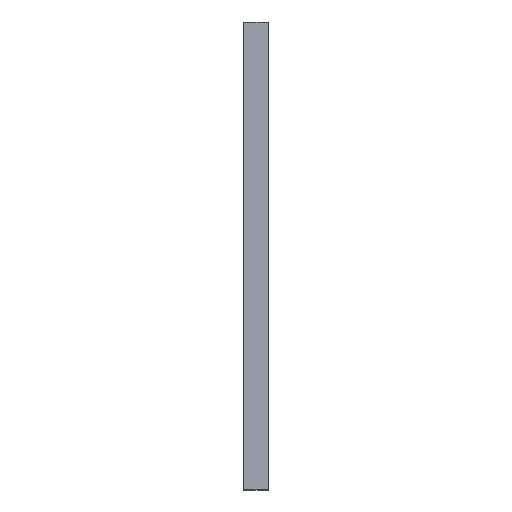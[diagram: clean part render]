
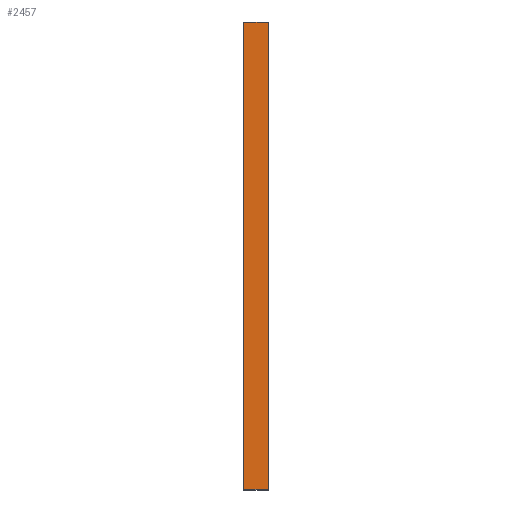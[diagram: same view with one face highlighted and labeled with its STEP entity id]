
A CAD part, top view. The second image highlights one B-rep face of the part: STEP entity #2457.
In plain terms, the highlighted planar face has unit normal (0, 0, 1).
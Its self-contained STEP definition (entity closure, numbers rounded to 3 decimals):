
#132 = EDGE_CURVE ( 'NONE', #685, #1043, #180, .T. ) ;
#180 = LINE ( 'NONE', #912, #1451 ) ;
#184 = ORIENTED_EDGE ( 'NONE', *, *, #132, .T. ) ;
#217 = CARTESIAN_POINT ( 'NONE',  ( -21.5, 48., 2.5 ) ) ;
#301 = ORIENTED_EDGE ( 'NONE', *, *, #1835, .T. ) ;
#325 = DIRECTION ( 'NONE',  ( 0., -1., 0. ) ) ;
#368 = EDGE_CURVE ( 'NONE', #2557, #685, #1901, .T. ) ;
#443 = DIRECTION ( 'NONE',  ( 1., 0., 0. ) ) ;
#535 = VECTOR ( 'NONE', #2194, 1000. ) ;
#566 = LINE ( 'NONE', #1504, #535 ) ;
#685 = VERTEX_POINT ( 'NONE', #1994 ) ;
#764 = CARTESIAN_POINT ( 'NONE',  ( -21.5, 0., 2.5 ) ) ;
#882 = LINE ( 'NONE', #1756, #2618 ) ;
#912 = CARTESIAN_POINT ( 'NONE',  ( 24., 0., 2.5 ) ) ;
#984 = AXIS2_PLACEMENT_3D ( 'NONE', #1385, #1371, #1179 ) ;
#1043 = VERTEX_POINT ( 'NONE', #764 ) ;
#1081 = DIRECTION ( 'NONE',  ( 1., 0., 0. ) ) ;
#1179 = DIRECTION ( 'NONE',  ( -1., 0., 0. ) ) ;
#1262 = EDGE_CURVE ( 'NONE', #2557, #2120, #882, .T. ) ;
#1371 = DIRECTION ( 'NONE',  ( 0., 0., -1. ) ) ;
#1385 = CARTESIAN_POINT ( 'NONE',  ( 24., 48., 2.5 ) ) ;
#1394 = ORIENTED_EDGE ( 'NONE', *, *, #1262, .F. ) ;
#1443 = CARTESIAN_POINT ( 'NONE',  ( -24., 48., 2.5 ) ) ;
#1451 = VECTOR ( 'NONE', #443, 1000. ) ;
#1504 = CARTESIAN_POINT ( 'NONE',  ( -21.5, 0., 2.5 ) ) ;
#1609 = EDGE_LOOP ( 'NONE', ( #184, #301, #1394, #1908 ) ) ;
#1624 = PLANE ( 'NONE',  #984 ) ;
#1756 = CARTESIAN_POINT ( 'NONE',  ( 24., 48., 2.5 ) ) ;
#1835 = EDGE_CURVE ( 'NONE', #1043, #2120, #566, .T. ) ;
#1878 = CARTESIAN_POINT ( 'NONE',  ( -24., 48., 2.5 ) ) ;
#1901 = LINE ( 'NONE', #1878, #2284 ) ;
#1908 = ORIENTED_EDGE ( 'NONE', *, *, #368, .T. ) ;
#1994 = CARTESIAN_POINT ( 'NONE',  ( -24., 0., 2.5 ) ) ;
#2077 = FACE_OUTER_BOUND ( 'NONE', #1609, .T. ) ;
#2120 = VERTEX_POINT ( 'NONE', #217 ) ;
#2194 = DIRECTION ( 'NONE',  ( 0., 1., 0. ) ) ;
#2284 = VECTOR ( 'NONE', #325, 1000. ) ;
#2457 = ADVANCED_FACE ( 'NONE', ( #2077 ), #1624, .F. ) ;
#2557 = VERTEX_POINT ( 'NONE', #1443 ) ;
#2618 = VECTOR ( 'NONE', #1081, 1000. ) ;
